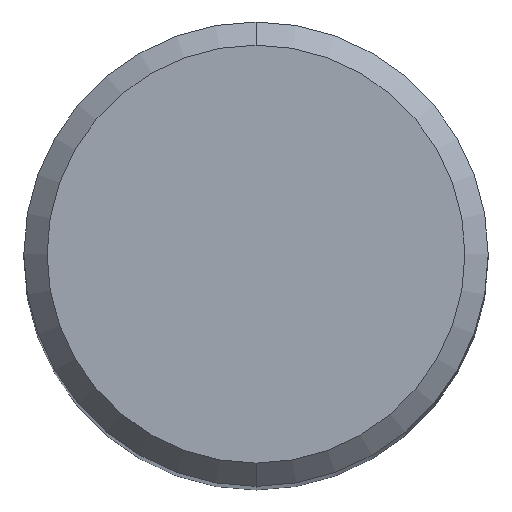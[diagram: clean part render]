
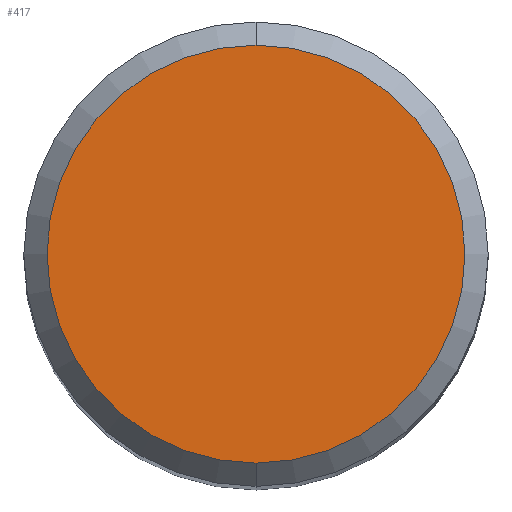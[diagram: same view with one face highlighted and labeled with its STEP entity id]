
A CAD part, top view. The second image highlights one B-rep face of the part: STEP entity #417.
In plain terms, the highlighted planar face has unit normal (0, 0, 1).
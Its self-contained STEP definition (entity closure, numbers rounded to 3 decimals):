
#207=VERTEX_POINT('',#514);
#237=EDGE_CURVE('',#381,#207,#548,.T.);
#381=VERTEX_POINT('',#706);
#417=ADVANCED_FACE('',(#745),#746,.T.);
#423=EDGE_CURVE('',#207,#381,#753,.T.);
#514=CARTESIAN_POINT('',(0.,-5.4,0.0));
#548=CIRCLE('',#940,5.4);
#706=CARTESIAN_POINT('',(0.0,5.4,0.0));
#745=FACE_OUTER_BOUND('',#1420,.T.);
#746=PLANE('',#1421);
#753=CIRCLE('',#1431,5.4);
#940=AXIS2_PLACEMENT_3D('',#1569,#1570,#1571);
#1420=EDGE_LOOP('',(#1783,#1784));
#1421=AXIS2_PLACEMENT_3D('',#1785,#1786,#1787);
#1431=AXIS2_PLACEMENT_3D('',#1797,#1798,#1799);
#1569=CARTESIAN_POINT('',(0.0,0.0,0.0));
#1570=DIRECTION('',(0.0,0.0,-1.0));
#1571=DIRECTION('',(0.0,1.0,0.0));
#1783=ORIENTED_EDGE('',*,*,#237,.F.);
#1784=ORIENTED_EDGE('',*,*,#423,.F.);
#1785=CARTESIAN_POINT('',(0.0,2.7,0.0));
#1786=DIRECTION('',(-0.0,0.0,1.0));
#1787=DIRECTION('',(0.0,-1.0,0.0));
#1797=CARTESIAN_POINT('',(0.0,0.0,0.0));
#1798=DIRECTION('',(0.0,0.0,-1.0));
#1799=DIRECTION('',(0.0,1.0,0.0));
